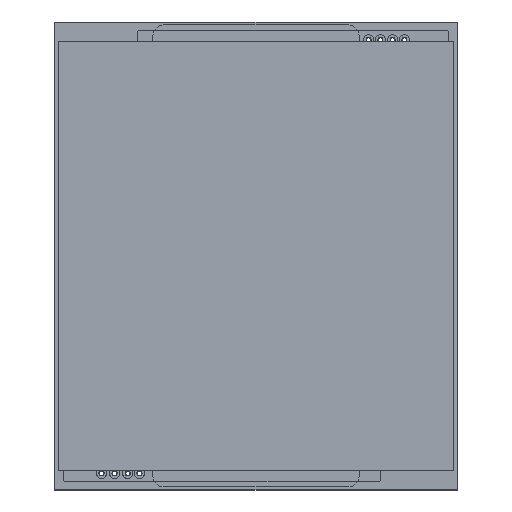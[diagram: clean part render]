
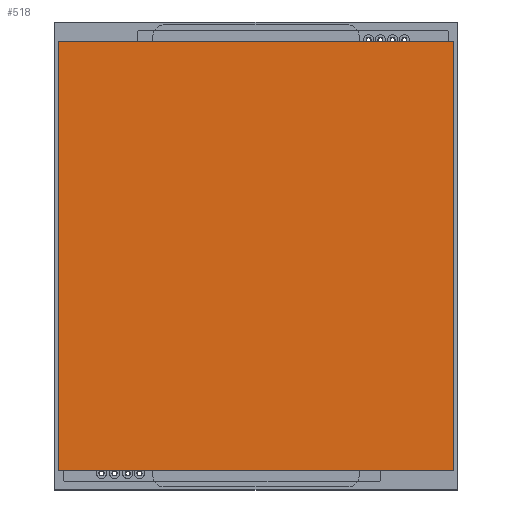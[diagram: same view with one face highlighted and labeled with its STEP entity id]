
A CAD part, top view. The second image highlights one B-rep face of the part: STEP entity #518.
In plain terms, the highlighted planar face has unit normal (0, 0, 1).
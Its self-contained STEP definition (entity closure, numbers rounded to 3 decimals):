
#389 = VERTEX_POINT('',#390);
#390 = CARTESIAN_POINT('',(0.,0.,1.8));
#405 = VERTEX_POINT('',#406);
#406 = CARTESIAN_POINT('',(0.,23.,1.8));
#412 = EDGE_CURVE('',#389,#405,#413,.T.);
#413 = LINE('',#414,#415);
#414 = CARTESIAN_POINT('',(0.,0.,1.8));
#415 = VECTOR('',#416,1.);
#416 = DIRECTION('',(-0.,1.,0.));
#429 = VERTEX_POINT('',#430);
#430 = CARTESIAN_POINT('',(25.,0.,1.8));
#445 = VERTEX_POINT('',#446);
#446 = CARTESIAN_POINT('',(25.,23.,1.8));
#452 = EDGE_CURVE('',#429,#445,#453,.T.);
#453 = LINE('',#454,#455);
#454 = CARTESIAN_POINT('',(25.,0.,1.8));
#455 = VECTOR('',#456,1.);
#456 = DIRECTION('',(-0.,1.,0.));
#473 = EDGE_CURVE('',#389,#429,#474,.T.);
#474 = LINE('',#475,#476);
#475 = CARTESIAN_POINT('',(0.,0.,1.8));
#476 = VECTOR('',#477,1.);
#477 = DIRECTION('',(1.,0.,-0.));
#495 = EDGE_CURVE('',#405,#445,#496,.T.);
#496 = LINE('',#497,#498);
#497 = CARTESIAN_POINT('',(0.,23.,1.8));
#498 = VECTOR('',#499,1.);
#499 = DIRECTION('',(1.,0.,-0.));
#518 = ADVANCED_FACE('',(#519),#525,.T.);
#519 = FACE_BOUND('',#520,.T.);
#520 = EDGE_LOOP('',(#521,#522,#523,#524));
#521 = ORIENTED_EDGE('',*,*,#412,.F.);
#522 = ORIENTED_EDGE('',*,*,#473,.T.);
#523 = ORIENTED_EDGE('',*,*,#452,.T.);
#524 = ORIENTED_EDGE('',*,*,#495,.F.);
#525 = PLANE('',#526);
#526 = AXIS2_PLACEMENT_3D('',#527,#528,#529);
#527 = CARTESIAN_POINT('',(0.,0.,1.8));
#528 = DIRECTION('',(0.,0.,1.));
#529 = DIRECTION('',(1.,0.,-0.));
